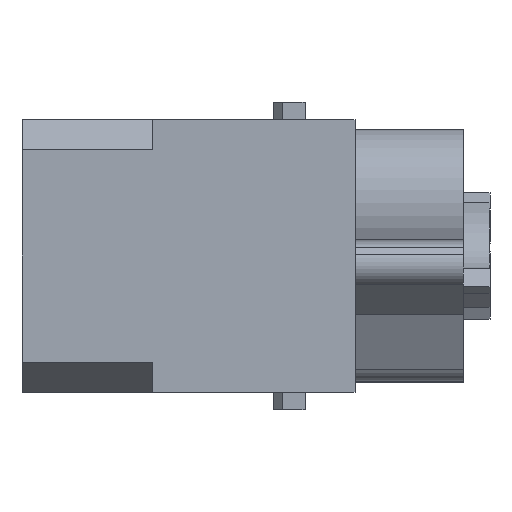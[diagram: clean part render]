
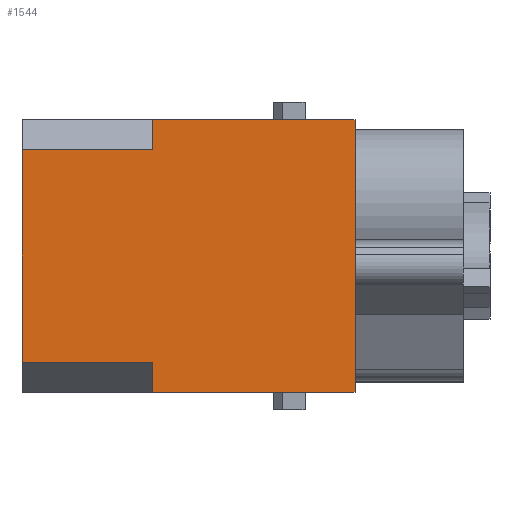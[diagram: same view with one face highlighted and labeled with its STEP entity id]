
A CAD part, left-side view. The second image highlights one B-rep face of the part: STEP entity #1544.
In plain terms, the highlighted planar face has unit normal (-1, 0, 0).
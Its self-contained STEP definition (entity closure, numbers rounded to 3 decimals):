
#1544=ADVANCED_FACE('',(#2006),#1762,.T.);
#1762=PLANE('',#6624);
#2006=FACE_OUTER_BOUND('',#2293,.T.);
#2293=EDGE_LOOP('',(#3579,#3580,#3581,#3582,#3583,#3584,#3585,#3586));
#3579=ORIENTED_EDGE('',*,*,#4897,.T.);
#3580=ORIENTED_EDGE('',*,*,#4896,.T.);
#3581=ORIENTED_EDGE('',*,*,#4827,.T.);
#3582=ORIENTED_EDGE('',*,*,#4832,.T.);
#3583=ORIENTED_EDGE('',*,*,#4885,.T.);
#3584=ORIENTED_EDGE('',*,*,#4883,.T.);
#3585=ORIENTED_EDGE('',*,*,#4881,.T.);
#3586=ORIENTED_EDGE('',*,*,#4876,.T.);
#4151=VERTEX_POINT('',#9684);
#4152=VERTEX_POINT('',#9685);
#4155=VERTEX_POINT('',#9693);
#4186=VERTEX_POINT('',#9785);
#4187=VERTEX_POINT('',#9787);
#4190=VERTEX_POINT('',#9796);
#4191=VERTEX_POINT('',#9800);
#4197=VERTEX_POINT('',#9821);
#4827=EDGE_CURVE('',#4151,#4152,#5423,.T.);
#4832=EDGE_CURVE('',#4152,#4155,#5428,.T.);
#4876=EDGE_CURVE('',#4187,#4186,#5472,.T.);
#4881=EDGE_CURVE('',#4190,#4187,#5477,.T.);
#4883=EDGE_CURVE('',#4191,#4190,#5479,.T.);
#4885=EDGE_CURVE('',#4155,#4191,#5481,.T.);
#4896=EDGE_CURVE('',#4197,#4151,#5492,.T.);
#4897=EDGE_CURVE('',#4186,#4197,#5493,.T.);
#5423=LINE('',#9683,#6013);
#5428=LINE('',#9694,#6018);
#5472=LINE('',#9786,#6062);
#5477=LINE('',#9795,#6067);
#5479=LINE('',#9799,#6069);
#5481=LINE('',#9803,#6071);
#5492=LINE('',#9824,#6082);
#5493=LINE('',#9826,#6083);
#6013=VECTOR('',#7778,1.);
#6018=VECTOR('',#7785,1.);
#6062=VECTOR('',#7863,1.);
#6067=VECTOR('',#7870,1.);
#6069=VECTOR('',#7874,1.);
#6071=VECTOR('',#7878,1.);
#6082=VECTOR('',#7895,1.);
#6083=VECTOR('',#7898,1.);
#6624=AXIS2_PLACEMENT_3D('',#9827,#7899,#7900);
#7778=DIRECTION('',(0.,0.,-1.));
#7785=DIRECTION('',(0.,1.,0.));
#7863=DIRECTION('',(0.,-1.,0.));
#7870=DIRECTION('',(0.,0.,-1.));
#7874=DIRECTION('',(0.,-1.,0.));
#7878=DIRECTION('',(0.,0.,-1.));
#7895=DIRECTION('',(0.,1.,0.));
#7898=DIRECTION('',(0.,0.,1.));
#7899=DIRECTION('',(-1.,0.,0.));
#7900=DIRECTION('',(0.,1.,0.));
#9683=CARTESIAN_POINT('',(-7.35,1.65,15.1));
#9684=CARTESIAN_POINT('',(-7.35,1.65,15.1));
#9685=CARTESIAN_POINT('',(-7.35,1.65,11.75));
#9693=CARTESIAN_POINT('',(-7.35,16.15,11.75));
#9694=CARTESIAN_POINT('',(-7.35,1.65,11.75));
#9785=CARTESIAN_POINT('',(-7.35,-20.85,-15.2));
#9786=CARTESIAN_POINT('',(-7.35,1.65,-15.2));
#9787=CARTESIAN_POINT('',(-7.35,1.65,-15.2));
#9795=CARTESIAN_POINT('',(-7.35,1.65,-11.85));
#9796=CARTESIAN_POINT('',(-7.35,1.65,-11.85));
#9799=CARTESIAN_POINT('',(-7.35,16.15,-11.85));
#9800=CARTESIAN_POINT('',(-7.35,16.15,-11.85));
#9803=CARTESIAN_POINT('',(-7.35,16.15,11.75));
#9821=CARTESIAN_POINT('',(-7.35,-20.85,15.1));
#9824=CARTESIAN_POINT('',(-7.35,-20.85,15.1));
#9826=CARTESIAN_POINT('',(-7.35,-20.85,-15.2));
#9827=CARTESIAN_POINT('',(-7.35,-22.06,15.2));
